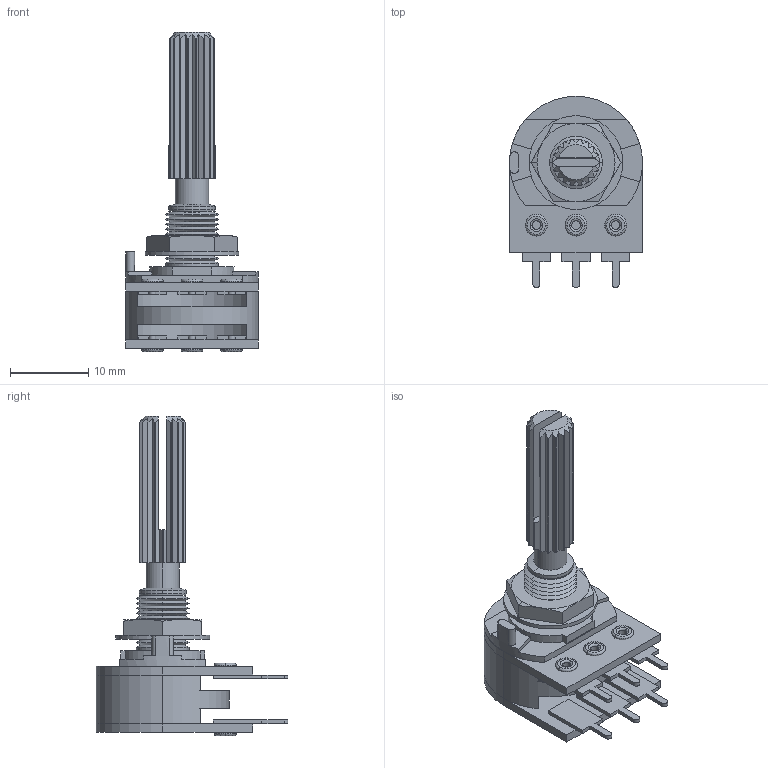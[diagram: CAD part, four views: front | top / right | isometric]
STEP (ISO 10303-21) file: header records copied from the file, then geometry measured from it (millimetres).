
FILE_DESCRIPTION (( 'STEP AP214' ), '1' );
FILE_NAME ('SW3dPS-ALPHA-potentiometer stereo PCB mount.STEP', '2009-10-17T19:16:21', ( 'SysAdmin' ), ( 'SolidWorks' ), 'SwSTEP 2.0', 'SolidWorks 2009', '' );
FILE_SCHEMA (( 'AUTOMOTIVE_DESIGN' ));
Length unit declared in the file: millimetre
Products named in the file (1): SW3dPS-ALPHA-potentiometer stereo PCB mount
Bounding box: 17 x 24.5 x 40.85 mm (x, y, z)
Volume: 1925.3 mm3; surface area: 4217.1 mm2
Topology: 12 solids, 12 shells, 326 faces, 785 edges, 497 vertices
Faces by surface type: plane 158, cylinder 87, cone 55, torus 24, bspline 2
Entity records: 10043 total; most frequent: CARTESIAN_POINT 1871, DIRECTION 1672, ORIENTED_EDGE 1570, EDGE_CURVE 785, AXIS2_PLACEMENT_3D 618, VERTEX_POINT 497, LINE 436, VECTOR 436
